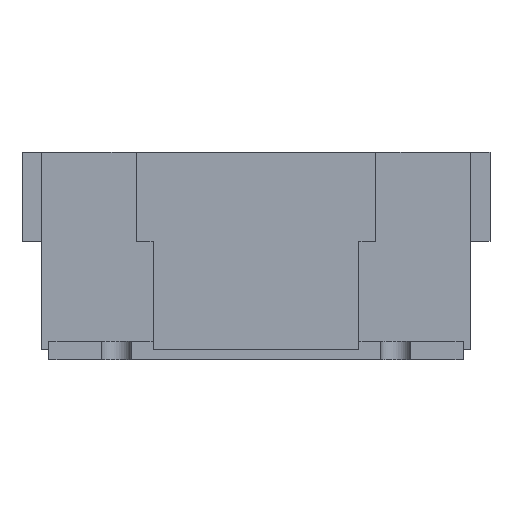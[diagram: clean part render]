
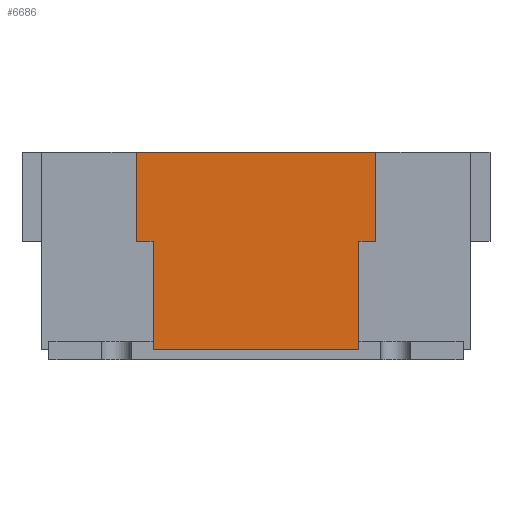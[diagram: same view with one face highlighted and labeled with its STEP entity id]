
A CAD part, left-side view. The second image highlights one B-rep face of the part: STEP entity #6686.
In plain terms, the highlighted planar face has unit normal (-1, 0, 0).
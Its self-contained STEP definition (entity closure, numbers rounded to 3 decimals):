
#1203=DIRECTION('',(0.,-1.,0.));
#1204=VECTOR('',#1203,2.875);
#1205=CARTESIAN_POINT('',(0.,60.26,20.2));
#1206=LINE('',#1205,#1204);
#1207=DIRECTION('',(0.,0.,-1.));
#1208=VECTOR('',#1207,15.23);
#1209=CARTESIAN_POINT('',(0.,60.26,35.43));
#1210=LINE('',#1209,#1208);
#1211=DIRECTION('',(0.,1.,0.));
#1212=VECTOR('',#1211,40.8);
#1213=CARTESIAN_POINT('',(0.,19.46,35.43));
#1214=LINE('',#1213,#1212);
#1215=DIRECTION('',(0.,0.,1.));
#1216=VECTOR('',#1215,15.23);
#1217=CARTESIAN_POINT('',(0.,19.46,20.2));
#1218=LINE('',#1217,#1216);
#1219=DIRECTION('',(0.,-1.,0.));
#1220=VECTOR('',#1219,2.875);
#1221=CARTESIAN_POINT('',(0.,22.335,20.2));
#1222=LINE('',#1221,#1220);
#1223=DIRECTION('',(0.,0.,1.));
#1224=VECTOR('',#1223,18.43);
#1225=CARTESIAN_POINT('',(0.,22.335,1.77));
#1226=LINE('',#1225,#1224);
#1235=DIRECTION('',(0.,0.,1.));
#1236=VECTOR('',#1235,18.43);
#1237=CARTESIAN_POINT('',(0.,57.385,1.77));
#1238=LINE('',#1237,#1236);
#1243=DIRECTION('',(0.,1.,0.));
#1244=VECTOR('',#1243,35.05);
#1245=CARTESIAN_POINT('',(0.,22.335,1.77));
#1246=LINE('',#1245,#1244);
#4133=CARTESIAN_POINT('',(0.,60.26,20.2));
#4134=VERTEX_POINT('',#4133);
#4143=CARTESIAN_POINT('',(0.,22.335,1.77));
#4144=CARTESIAN_POINT('',(0.,57.385,1.77));
#4145=VERTEX_POINT('',#4143);
#4146=VERTEX_POINT('',#4144);
#4157=CARTESIAN_POINT('',(0.,57.385,20.2));
#4158=VERTEX_POINT('',#4157);
#4177=CARTESIAN_POINT('',(0.,60.26,35.43));
#4178=VERTEX_POINT('',#4177);
#4183=CARTESIAN_POINT('',(0.,19.46,35.43));
#4184=VERTEX_POINT('',#4183);
#4205=CARTESIAN_POINT('',(0.,19.46,20.2));
#4206=VERTEX_POINT('',#4205);
#4215=CARTESIAN_POINT('',(0.,22.335,20.2));
#4216=VERTEX_POINT('',#4215);
#6665=CARTESIAN_POINT('',(0.,60.26,35.43));
#6666=DIRECTION('',(-1.,0.,0.));
#6667=DIRECTION('',(0.,0.,-1.));
#6668=AXIS2_PLACEMENT_3D('',#6665,#6666,#6667);
#6669=PLANE('',#6668);
#6671=ORIENTED_EDGE('',*,*,#6670,.T.);
#6673=ORIENTED_EDGE('',*,*,#6672,.F.);
#6674=ORIENTED_EDGE('',*,*,#6650,.F.);
#6675=ORIENTED_EDGE('',*,*,#4628,.F.);
#6677=ORIENTED_EDGE('',*,*,#6676,.F.);
#6679=ORIENTED_EDGE('',*,*,#6678,.F.);
#6681=ORIENTED_EDGE('',*,*,#6680,.F.);
#6683=ORIENTED_EDGE('',*,*,#6682,.T.);
#6684=EDGE_LOOP('',(#6671,#6673,#6674,#6675,#6677,#6679,#6681,#6683));
#6685=FACE_OUTER_BOUND('',#6684,.F.);
#4628=EDGE_CURVE('',#4184,#4178,#1214,.T.);
#6650=EDGE_CURVE('',#4178,#4134,#1210,.T.);
#6670=EDGE_CURVE('',#4146,#4158,#1238,.T.);
#6672=EDGE_CURVE('',#4134,#4158,#1206,.T.);
#6676=EDGE_CURVE('',#4206,#4184,#1218,.T.);
#6678=EDGE_CURVE('',#4216,#4206,#1222,.T.);
#6680=EDGE_CURVE('',#4145,#4216,#1226,.T.);
#6682=EDGE_CURVE('',#4145,#4146,#1246,.T.);
#6686=ADVANCED_FACE('',(#6685),#6669,.T.);
